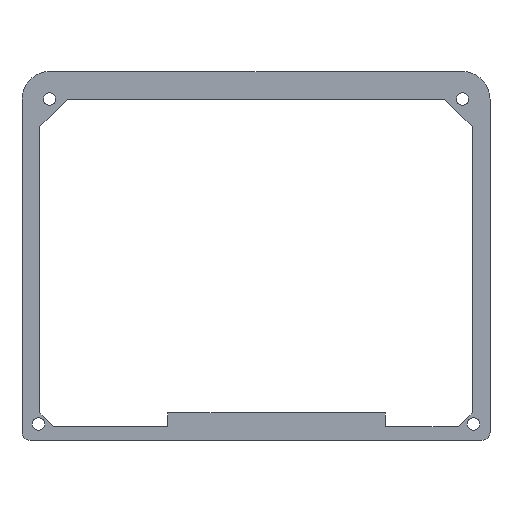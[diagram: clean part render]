
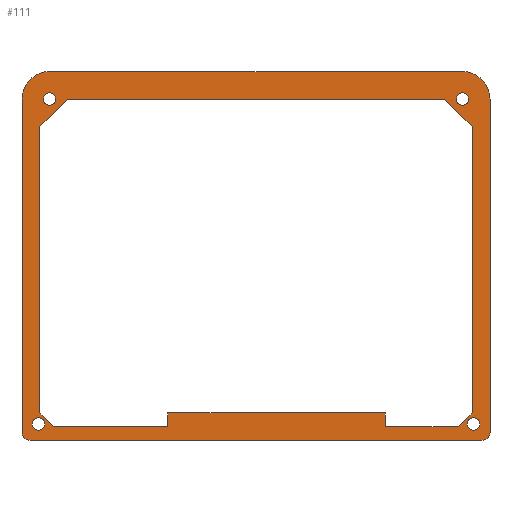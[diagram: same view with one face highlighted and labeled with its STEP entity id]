
A CAD part, front view. The second image highlights one B-rep face of the part: STEP entity #111.
In plain terms, the highlighted planar face has unit normal (0, -1, 0).
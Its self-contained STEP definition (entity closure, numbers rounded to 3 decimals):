
#56=FACE_BOUND('',#196,.T.);
#57=FACE_BOUND('',#197,.T.);
#58=FACE_BOUND('',#198,.T.);
#59=FACE_BOUND('',#199,.T.);
#60=FACE_BOUND('',#200,.T.);
#61=FACE_BOUND('',#201,.T.);
#70=CIRCLE('',#631,10.);
#72=CIRCLE('',#635,10.);
#74=CIRCLE('',#639,3.);
#77=CIRCLE('',#644,2.25);
#79=CIRCLE('',#647,2.25);
#81=CIRCLE('',#650,2.25);
#83=CIRCLE('',#653,2.25);
#84=CIRCLE('',#655,3.);
#111=ADVANCED_FACE('',(#56,#57,#58,#59,#60,#61),#133,.F.);
#133=PLANE('',#660);
#196=EDGE_LOOP('',(#322,#323,#324,#325,#326,#327,#328,#329));
#197=EDGE_LOOP('',(#330));
#198=EDGE_LOOP('',(#331));
#199=EDGE_LOOP('',(#332));
#200=EDGE_LOOP('',(#333));
#201=EDGE_LOOP('',(#334,#335,#336,#337,#338,#339,#340,#341,#342,#343,#344,
#345));
#322=ORIENTED_EDGE('',*,*,#450,.F.);
#323=ORIENTED_EDGE('',*,*,#482,.F.);
#324=ORIENTED_EDGE('',*,*,#471,.F.);
#325=ORIENTED_EDGE('',*,*,#468,.F.);
#326=ORIENTED_EDGE('',*,*,#465,.F.);
#327=ORIENTED_EDGE('',*,*,#462,.F.);
#328=ORIENTED_EDGE('',*,*,#457,.F.);
#329=ORIENTED_EDGE('',*,*,#454,.F.);
#330=ORIENTED_EDGE('',*,*,#481,.T.);
#331=ORIENTED_EDGE('',*,*,#479,.T.);
#332=ORIENTED_EDGE('',*,*,#477,.T.);
#333=ORIENTED_EDGE('',*,*,#475,.T.);
#334=ORIENTED_EDGE('',*,*,#416,.F.);
#335=ORIENTED_EDGE('',*,*,#484,.F.);
#336=ORIENTED_EDGE('',*,*,#447,.F.);
#337=ORIENTED_EDGE('',*,*,#444,.F.);
#338=ORIENTED_EDGE('',*,*,#441,.F.);
#339=ORIENTED_EDGE('',*,*,#438,.F.);
#340=ORIENTED_EDGE('',*,*,#435,.F.);
#341=ORIENTED_EDGE('',*,*,#432,.F.);
#342=ORIENTED_EDGE('',*,*,#429,.F.);
#343=ORIENTED_EDGE('',*,*,#426,.F.);
#344=ORIENTED_EDGE('',*,*,#423,.F.);
#345=ORIENTED_EDGE('',*,*,#420,.F.);
#362=VERTEX_POINT('',#823);
#363=VERTEX_POINT('',#824);
#366=VERTEX_POINT('',#832);
#368=VERTEX_POINT('',#838);
#370=VERTEX_POINT('',#844);
#372=VERTEX_POINT('',#850);
#374=VERTEX_POINT('',#856);
#376=VERTEX_POINT('',#862);
#378=VERTEX_POINT('',#868);
#380=VERTEX_POINT('',#874);
#382=VERTEX_POINT('',#880);
#384=VERTEX_POINT('',#886);
#386=VERTEX_POINT('',#892);
#387=VERTEX_POINT('',#893);
#390=VERTEX_POINT('',#901);
#392=VERTEX_POINT('',#907);
#396=VERTEX_POINT('',#917);
#398=VERTEX_POINT('',#923);
#400=VERTEX_POINT('',#929);
#402=VERTEX_POINT('',#935);
#405=VERTEX_POINT('',#943);
#407=VERTEX_POINT('',#948);
#409=VERTEX_POINT('',#953);
#411=VERTEX_POINT('',#958);
#416=EDGE_CURVE('',#362,#363,#494,.T.);
#420=EDGE_CURVE('',#363,#366,#498,.T.);
#423=EDGE_CURVE('',#366,#368,#501,.T.);
#426=EDGE_CURVE('',#368,#370,#504,.T.);
#429=EDGE_CURVE('',#370,#372,#507,.T.);
#432=EDGE_CURVE('',#372,#374,#510,.T.);
#435=EDGE_CURVE('',#374,#376,#513,.T.);
#438=EDGE_CURVE('',#376,#378,#516,.T.);
#441=EDGE_CURVE('',#378,#380,#519,.T.);
#444=EDGE_CURVE('',#380,#382,#522,.T.);
#447=EDGE_CURVE('',#382,#384,#525,.T.);
#450=EDGE_CURVE('',#386,#387,#528,.T.);
#454=EDGE_CURVE('',#387,#390,#70,.T.);
#457=EDGE_CURVE('',#390,#392,#533,.T.);
#462=EDGE_CURVE('',#392,#396,#72,.T.);
#465=EDGE_CURVE('',#396,#398,#539,.T.);
#468=EDGE_CURVE('',#398,#400,#74,.T.);
#471=EDGE_CURVE('',#400,#402,#543,.T.);
#475=EDGE_CURVE('',#405,#405,#77,.T.);
#477=EDGE_CURVE('',#407,#407,#79,.T.);
#479=EDGE_CURVE('',#409,#409,#81,.T.);
#481=EDGE_CURVE('',#411,#411,#83,.T.);
#482=EDGE_CURVE('',#402,#386,#84,.T.);
#484=EDGE_CURVE('',#384,#362,#546,.T.);
#494=LINE('',#822,#556);
#498=LINE('',#831,#560);
#501=LINE('',#837,#563);
#504=LINE('',#843,#566);
#507=LINE('',#849,#569);
#510=LINE('',#855,#572);
#513=LINE('',#861,#575);
#516=LINE('',#867,#578);
#519=LINE('',#873,#581);
#522=LINE('',#879,#584);
#525=LINE('',#885,#587);
#528=LINE('',#891,#590);
#533=LINE('',#906,#595);
#539=LINE('',#922,#601);
#543=LINE('',#934,#605);
#546=LINE('',#963,#608);
#556=VECTOR('',#667,1.);
#560=VECTOR('',#673,1.);
#563=VECTOR('',#678,1.);
#566=VECTOR('',#683,1.);
#569=VECTOR('',#688,1.);
#572=VECTOR('',#693,1.);
#575=VECTOR('',#698,1.);
#578=VECTOR('',#703,1.);
#581=VECTOR('',#708,1.);
#584=VECTOR('',#713,1.);
#587=VECTOR('',#718,1.);
#590=VECTOR('',#723,1.);
#595=VECTOR('',#736,1.);
#601=VECTOR('',#750,1.);
#605=VECTOR('',#762,1.);
#608=VECTOR('',#797,1.);
#631=AXIS2_PLACEMENT_3D('',#900,#729,#730);
#635=AXIS2_PLACEMENT_3D('',#916,#743,#744);
#639=AXIS2_PLACEMENT_3D('',#928,#755,#756);
#644=AXIS2_PLACEMENT_3D('',#942,#769,#770);
#647=AXIS2_PLACEMENT_3D('',#947,#775,#776);
#650=AXIS2_PLACEMENT_3D('',#952,#781,#782);
#653=AXIS2_PLACEMENT_3D('',#957,#787,#788);
#655=AXIS2_PLACEMENT_3D('',#960,#791,#792);
#660=AXIS2_PLACEMENT_3D('',#972,#806,#807);
#667=DIRECTION('',(0.707,0.,-0.707));
#673=DIRECTION('',(1.,0.,0.));
#678=DIRECTION('',(0.,0.,1.));
#683=DIRECTION('',(1.,0.,0.));
#688=DIRECTION('',(0.,0.,-1.));
#693=DIRECTION('',(1.,0.,0.));
#698=DIRECTION('',(0.707,0.,0.707));
#703=DIRECTION('',(0.,0.,1.));
#708=DIRECTION('',(-0.707,0.,0.707));
#713=DIRECTION('',(-1.,0.,0.));
#718=DIRECTION('',(-0.707,0.,-0.707));
#723=DIRECTION('',(0.,0.,1.));
#729=DIRECTION('',(0.,1.,0.));
#730=DIRECTION('',(-1.,0.,0.));
#736=DIRECTION('',(1.,0.,0.));
#743=DIRECTION('',(0.,1.,0.));
#744=DIRECTION('',(-1.,0.,0.));
#750=DIRECTION('',(0.,0.,-1.));
#755=DIRECTION('',(0.,1.,0.));
#756=DIRECTION('',(-1.,0.,0.));
#762=DIRECTION('',(-1.,0.,0.));
#769=DIRECTION('',(0.,1.,0.));
#770=DIRECTION('',(-1.,0.,0.));
#775=DIRECTION('',(0.,1.,0.));
#776=DIRECTION('',(-1.,0.,0.));
#781=DIRECTION('',(0.,1.,0.));
#782=DIRECTION('',(-1.,0.,0.));
#787=DIRECTION('',(0.,1.,0.));
#788=DIRECTION('',(-1.,0.,0.));
#791=DIRECTION('',(0.,1.,0.));
#792=DIRECTION('',(-1.,0.,0.));
#797=DIRECTION('',(0.,0.,-1.));
#806=DIRECTION('',(0.,1.,0.));
#807=DIRECTION('',(0.,0.,1.));
#822=CARTESIAN_POINT('',(1.5,-5.,5.));
#823=CARTESIAN_POINT('',(1.5,-5.,5.));
#824=CARTESIAN_POINT('',(6.5,-5.,0.));
#831=CARTESIAN_POINT('',(6.5,-5.,0.));
#832=CARTESIAN_POINT('',(48.,-5.,0.));
#837=CARTESIAN_POINT('',(48.,-5.,0.));
#838=CARTESIAN_POINT('',(48.,-5.,5.));
#843=CARTESIAN_POINT('',(80.,-5.,5.));
#844=CARTESIAN_POINT('',(127.,-5.,5.));
#849=CARTESIAN_POINT('',(127.,-5.,5.));
#850=CARTESIAN_POINT('',(127.,-5.,0.));
#855=CARTESIAN_POINT('',(127.,-5.,0.));
#856=CARTESIAN_POINT('',(153.5,-5.,0.));
#861=CARTESIAN_POINT('',(153.5,-5.,0.));
#862=CARTESIAN_POINT('',(158.5,-5.,5.));
#867=CARTESIAN_POINT('',(158.5,-5.,59.));
#868=CARTESIAN_POINT('',(158.5,-5.,109.));
#873=CARTESIAN_POINT('',(158.5,-5.,109.));
#874=CARTESIAN_POINT('',(148.5,-5.,119.));
#879=CARTESIAN_POINT('',(80.,-5.,119.));
#880=CARTESIAN_POINT('',(11.5,-5.,119.));
#885=CARTESIAN_POINT('',(11.5,-5.,119.));
#886=CARTESIAN_POINT('',(1.5,-5.,109.));
#891=CARTESIAN_POINT('',(-5.,-5.,-2.));
#892=CARTESIAN_POINT('',(-5.,-5.,-2.));
#893=CARTESIAN_POINT('',(-5.,-5.,119.));
#900=CARTESIAN_POINT('',(5.,-5.,119.));
#901=CARTESIAN_POINT('',(5.,-5.,129.));
#906=CARTESIAN_POINT('',(5.,-5.,129.));
#907=CARTESIAN_POINT('',(155.,-5.,129.));
#916=CARTESIAN_POINT('',(155.,-5.,119.));
#917=CARTESIAN_POINT('',(165.,-5.,119.));
#922=CARTESIAN_POINT('',(165.,-5.,119.));
#923=CARTESIAN_POINT('',(165.,-5.,-2.));
#928=CARTESIAN_POINT('',(162.,-5.,-2.));
#929=CARTESIAN_POINT('',(162.,-5.,-5.));
#934=CARTESIAN_POINT('',(162.,-5.,-5.));
#935=CARTESIAN_POINT('',(-2.,-5.,-5.));
#942=CARTESIAN_POINT('',(159.,-5.,1.));
#943=CARTESIAN_POINT('',(156.75,-5.,1.));
#947=CARTESIAN_POINT('',(155.,-5.,119.));
#948=CARTESIAN_POINT('',(152.75,-5.,119.));
#952=CARTESIAN_POINT('',(5.,-5.,119.));
#953=CARTESIAN_POINT('',(2.75,-5.,119.));
#957=CARTESIAN_POINT('',(1.,-5.,1.));
#958=CARTESIAN_POINT('',(-1.25,-5.,1.));
#960=CARTESIAN_POINT('',(-2.,-5.,-2.));
#963=CARTESIAN_POINT('',(1.5,-5.,109.));
#972=CARTESIAN_POINT('',(5.,-5.,119.));
